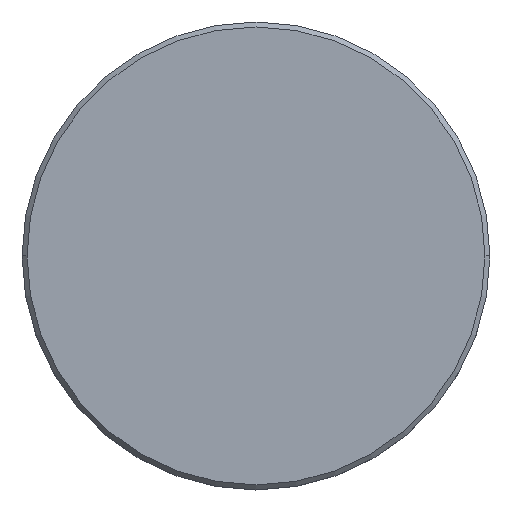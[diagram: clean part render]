
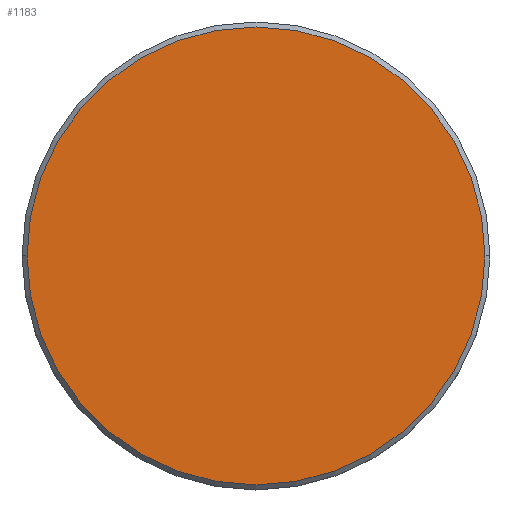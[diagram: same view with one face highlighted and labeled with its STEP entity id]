
A CAD part, top view. The second image highlights one B-rep face of the part: STEP entity #1183.
In plain terms, the highlighted planar face has unit normal (0, 0, 1).
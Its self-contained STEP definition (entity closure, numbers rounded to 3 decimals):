
#135 = AXIS2_PLACEMENT_3D ( 'NONE', #626, #351, #1083 ) ;
#205 = CIRCLE ( 'NONE', #325, 23. ) ;
#206 = ORIENTED_EDGE ( 'NONE', *, *, #1144, .T. ) ;
#256 = FACE_OUTER_BOUND ( 'NONE', #278, .T. ) ;
#278 = EDGE_LOOP ( 'NONE', ( #206, #646 ) ) ;
#325 = AXIS2_PLACEMENT_3D ( 'NONE', #649, #1102, #934 ) ;
#336 = DIRECTION ( 'NONE',  ( 0., 0., 1. ) ) ;
#351 = DIRECTION ( 'NONE',  ( 0., 0., 1. ) ) ;
#381 = CIRCLE ( 'NONE', #845, 23. ) ;
#440 = CARTESIAN_POINT ( 'NONE',  ( -23., 0., 0. ) ) ;
#460 = CARTESIAN_POINT ( 'NONE',  ( 23., 0., 0. ) ) ;
#608 = DIRECTION ( 'NONE',  ( 1., 0., 0. ) ) ;
#626 = CARTESIAN_POINT ( 'NONE',  ( 0., 0., 0. ) ) ;
#640 = PLANE ( 'NONE',  #135 ) ;
#646 = ORIENTED_EDGE ( 'NONE', *, *, #767, .T. ) ;
#649 = CARTESIAN_POINT ( 'NONE',  ( 0., 0., 0. ) ) ;
#767 = EDGE_CURVE ( 'NONE', #811, #987, #205, .T. ) ;
#811 = VERTEX_POINT ( 'NONE', #460 ) ;
#845 = AXIS2_PLACEMENT_3D ( 'NONE', #1137, #336, #608 ) ;
#934 = DIRECTION ( 'NONE',  ( 1., 0., 0. ) ) ;
#987 = VERTEX_POINT ( 'NONE', #440 ) ;
#1083 = DIRECTION ( 'NONE',  ( 1., 0., 0. ) ) ;
#1102 = DIRECTION ( 'NONE',  ( 0., 0., 1. ) ) ;
#1137 = CARTESIAN_POINT ( 'NONE',  ( 0., 0., 0. ) ) ;
#1144 = EDGE_CURVE ( 'NONE', #987, #811, #381, .T. ) ;
#1183 = ADVANCED_FACE ( 'NONE', ( #256 ), #640, .T. ) ;
